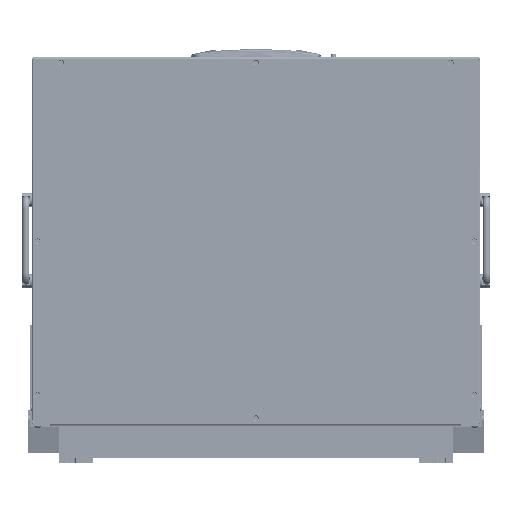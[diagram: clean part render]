
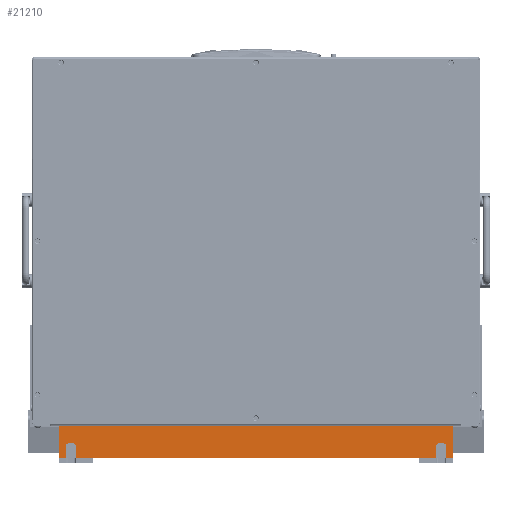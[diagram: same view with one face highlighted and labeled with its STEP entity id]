
A CAD part, front view. The second image highlights one B-rep face of the part: STEP entity #21210.
In plain terms, the highlighted planar face has unit normal (0, -1, 0).
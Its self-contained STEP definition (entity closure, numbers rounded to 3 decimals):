
#1643 = VECTOR ( 'NONE', #12242, 1000. ) ;
#1821 = PLANE ( 'NONE',  #71058 ) ;
#2871 = ORIENTED_EDGE ( 'NONE', *, *, #60597, .T. ) ;
#3525 = VERTEX_POINT ( 'NONE', #48997 ) ;
#3822 = EDGE_CURVE ( 'NONE', #5595, #3525, #66646, .T. ) ;
#4273 = DIRECTION ( 'NONE',  ( 0., 0., 1. ) ) ;
#5044 = CARTESIAN_POINT ( 'NONE',  ( 221., -4., 5. ) ) ;
#5595 = VERTEX_POINT ( 'NONE', #13919 ) ;
#5654 = CARTESIAN_POINT ( 'NONE',  ( -233., -4., 20. ) ) ;
#6130 = LINE ( 'NONE', #55051, #25431 ) ;
#6721 = AXIS2_PLACEMENT_3D ( 'NONE', #25707, #46542, #75100 ) ;
#7933 = CARTESIAN_POINT ( 'NONE',  ( 224., -4., 5. ) ) ;
#8283 = DIRECTION ( 'NONE',  ( 1., 0., 0. ) ) ;
#10063 = EDGE_CURVE ( 'NONE', #25007, #37345, #37286, .T. ) ;
#10149 = LINE ( 'NONE', #57262, #20427 ) ;
#10432 = VERTEX_POINT ( 'NONE', #23660 ) ;
#11073 = VERTEX_POINT ( 'NONE', #5044 ) ;
#12028 = VERTEX_POINT ( 'NONE', #63405 ) ;
#12242 = DIRECTION ( 'NONE',  ( 0., 0., -1. ) ) ;
#12480 = DIRECTION ( 'NONE',  ( 0., 0., 1. ) ) ;
#13569 = ORIENTED_EDGE ( 'NONE', *, *, #64018, .F. ) ;
#13654 = EDGE_CURVE ( 'NONE', #12028, #74453, #55360, .T. ) ;
#13919 = CARTESIAN_POINT ( 'NONE',  ( -221., -4., 20. ) ) ;
#14584 = VECTOR ( 'NONE', #12480, 1000. ) ;
#17829 = VECTOR ( 'NONE', #70847, 1000. ) ;
#19124 = VECTOR ( 'NONE', #49610, 1000. ) ;
#19725 = VECTOR ( 'NONE', #23575, 1000. ) ;
#19964 = EDGE_CURVE ( 'NONE', #5595, #61224, #10149, .T. ) ;
#20406 = CARTESIAN_POINT ( 'NONE',  ( -233., -4., 20. ) ) ;
#20427 = VECTOR ( 'NONE', #79471, 1000. ) ;
#20830 = CIRCLE ( 'NONE', #85997, 3. ) ;
#21210 = ADVANCED_FACE ( 'NONE', ( #63481 ), #1821, .T. ) ;
#21534 = DIRECTION ( 'NONE',  ( 0., 0., -1. ) ) ;
#21759 = VECTOR ( 'NONE', #70785, 1000. ) ;
#23213 = CARTESIAN_POINT ( 'NONE',  ( 233., -4., 20. ) ) ;
#23575 = DIRECTION ( 'NONE',  ( 0., 0., -1. ) ) ;
#23660 = CARTESIAN_POINT ( 'NONE',  ( -224., -4., 2. ) ) ;
#24004 = CARTESIAN_POINT ( 'NONE',  ( 242., -4., 20. ) ) ;
#25007 = VERTEX_POINT ( 'NONE', #79976 ) ;
#25360 = CARTESIAN_POINT ( 'NONE',  ( -221., -4., 20. ) ) ;
#25431 = VECTOR ( 'NONE', #49165, 1000. ) ;
#25465 = ORIENTED_EDGE ( 'NONE', *, *, #10063, .T. ) ;
#25707 = CARTESIAN_POINT ( 'NONE',  ( 230., -4., 5. ) ) ;
#26381 = VERTEX_POINT ( 'NONE', #30136 ) ;
#26671 = ORIENTED_EDGE ( 'NONE', *, *, #81124, .T. ) ;
#27113 = DIRECTION ( 'NONE',  ( 0., 1., 0. ) ) ;
#27205 = EDGE_CURVE ( 'NONE', #37345, #88208, #68474, .T. ) ;
#29021 = LINE ( 'NONE', #24004, #19725 ) ;
#29109 = LINE ( 'NONE', #69947, #72896 ) ;
#29163 = EDGE_CURVE ( 'NONE', #11073, #61224, #64066, .T. ) ;
#30136 = CARTESIAN_POINT ( 'NONE',  ( -242., -4., 20. ) ) ;
#30335 = DIRECTION ( 'NONE',  ( 0., 0., -1. ) ) ;
#32859 = CARTESIAN_POINT ( 'NONE',  ( -242., -4., 20. ) ) ;
#33131 = DIRECTION ( 'NONE',  ( 0., 0., 1. ) ) ;
#33365 = DIRECTION ( 'NONE',  ( -1., 0., 0. ) ) ;
#34225 = EDGE_CURVE ( 'NONE', #10432, #25007, #84963, .T. ) ;
#36175 = EDGE_CURVE ( 'NONE', #88043, #53183, #80973, .T. ) ;
#36443 = CARTESIAN_POINT ( 'NONE',  ( -230., -4., 2. ) ) ;
#37286 = CIRCLE ( 'NONE', #67727, 3. ) ;
#37345 = VERTEX_POINT ( 'NONE', #38088 ) ;
#37421 = CARTESIAN_POINT ( 'NONE',  ( 242., -4., -20. ) ) ;
#38034 = ORIENTED_EDGE ( 'NONE', *, *, #34225, .T. ) ;
#38088 = CARTESIAN_POINT ( 'NONE',  ( -233., -4., 5. ) ) ;
#38591 = ORIENTED_EDGE ( 'NONE', *, *, #3822, .T. ) ;
#40539 = ORIENTED_EDGE ( 'NONE', *, *, #29163, .T. ) ;
#42853 = EDGE_CURVE ( 'NONE', #61431, #82220, #64001, .T. ) ;
#43427 = ORIENTED_EDGE ( 'NONE', *, *, #58943, .F. ) ;
#43480 = DIRECTION ( 'NONE',  ( 0., -1., 0. ) ) ;
#46542 = DIRECTION ( 'NONE',  ( 0., 1., 0. ) ) ;
#47330 = CARTESIAN_POINT ( 'NONE',  ( 221., -4., 20. ) ) ;
#48483 = ORIENTED_EDGE ( 'NONE', *, *, #58506, .T. ) ;
#48997 = CARTESIAN_POINT ( 'NONE',  ( -221., -4., 5. ) ) ;
#49033 = CARTESIAN_POINT ( 'NONE',  ( 230., -4., 2. ) ) ;
#49165 = DIRECTION ( 'NONE',  ( 1., 0., 0. ) ) ;
#49257 = CARTESIAN_POINT ( 'NONE',  ( 242., -4., 20. ) ) ;
#49258 = CARTESIAN_POINT ( 'NONE',  ( 224., -4., 2. ) ) ;
#49610 = DIRECTION ( 'NONE',  ( -1., 0., 0. ) ) ;
#51708 = ORIENTED_EDGE ( 'NONE', *, *, #27205, .T. ) ;
#52117 = ORIENTED_EDGE ( 'NONE', *, *, #71275, .F. ) ;
#52774 = VECTOR ( 'NONE', #33365, 1000. ) ;
#53183 = VERTEX_POINT ( 'NONE', #78031 ) ;
#54124 = ORIENTED_EDGE ( 'NONE', *, *, #76148, .F. ) ;
#54338 = DIRECTION ( 'NONE',  ( 0., 1., 0. ) ) ;
#55051 = CARTESIAN_POINT ( 'NONE',  ( -242., -4., 20. ) ) ;
#55360 = LINE ( 'NONE', #49033, #71829 ) ;
#56403 = CARTESIAN_POINT ( 'NONE',  ( -230., -4., 5. ) ) ;
#57262 = CARTESIAN_POINT ( 'NONE',  ( -242., -4., 20. ) ) ;
#58506 = EDGE_CURVE ( 'NONE', #74453, #11073, #67076, .T. ) ;
#58943 = EDGE_CURVE ( 'NONE', #26381, #88208, #29109, .T. ) ;
#58976 = EDGE_LOOP ( 'NONE', ( #51708, #43427, #52117, #75047, #13569, #54124, #77172, #26671, #59905, #48483, #40539, #86043, #38591, #2871, #38034, #25465 ) ) ;
#59905 = ORIENTED_EDGE ( 'NONE', *, *, #13654, .T. ) ;
#60597 = EDGE_CURVE ( 'NONE', #3525, #10432, #20830, .T. ) ;
#61006 = CARTESIAN_POINT ( 'NONE',  ( -242., -4., -20. ) ) ;
#61224 = VERTEX_POINT ( 'NONE', #47330 ) ;
#61431 = VERTEX_POINT ( 'NONE', #23213 ) ;
#62039 = DIRECTION ( 'NONE',  ( 0., 0., -1. ) ) ;
#63405 = CARTESIAN_POINT ( 'NONE',  ( 230., -4., 2. ) ) ;
#63481 = FACE_OUTER_BOUND ( 'NONE', #58976, .T. ) ;
#64001 = LINE ( 'NONE', #85263, #21759 ) ;
#64018 = EDGE_CURVE ( 'NONE', #66242, #88043, #29021, .T. ) ;
#64066 = LINE ( 'NONE', #84884, #17829 ) ;
#66242 = VERTEX_POINT ( 'NONE', #49257 ) ;
#66646 = LINE ( 'NONE', #25360, #1643 ) ;
#67076 = CIRCLE ( 'NONE', #88729, 3. ) ;
#67727 = AXIS2_PLACEMENT_3D ( 'NONE', #56403, #27113, #21534 ) ;
#68474 = LINE ( 'NONE', #20406, #76408 ) ;
#69870 = CARTESIAN_POINT ( 'NONE',  ( 233., -4., 5. ) ) ;
#69947 = CARTESIAN_POINT ( 'NONE',  ( -242., -4., 20. ) ) ;
#70785 = DIRECTION ( 'NONE',  ( 0., 0., -1. ) ) ;
#70847 = DIRECTION ( 'NONE',  ( 0., 0., 1. ) ) ;
#71058 = AXIS2_PLACEMENT_3D ( 'NONE', #77060, #43480, #30335 ) ;
#71275 = EDGE_CURVE ( 'NONE', #53183, #26381, #87256, .T. ) ;
#71829 = VECTOR ( 'NONE', #83023, 1000. ) ;
#72896 = VECTOR ( 'NONE', #8283, 1000. ) ;
#74453 = VERTEX_POINT ( 'NONE', #49258 ) ;
#74766 = CARTESIAN_POINT ( 'NONE',  ( -224., -4., 5. ) ) ;
#75047 = ORIENTED_EDGE ( 'NONE', *, *, #36175, .F. ) ;
#75100 = DIRECTION ( 'NONE',  ( 0., 0., 1. ) ) ;
#76148 = EDGE_CURVE ( 'NONE', #61431, #66242, #6130, .T. ) ;
#76408 = VECTOR ( 'NONE', #33131, 1000. ) ;
#77060 = CARTESIAN_POINT ( 'NONE',  ( 242., -4., -20. ) ) ;
#77172 = ORIENTED_EDGE ( 'NONE', *, *, #42853, .T. ) ;
#78031 = CARTESIAN_POINT ( 'NONE',  ( -242., -4., -20. ) ) ;
#79471 = DIRECTION ( 'NONE',  ( 1., 0., 0. ) ) ;
#79976 = CARTESIAN_POINT ( 'NONE',  ( -230., -4., 2. ) ) ;
#80973 = LINE ( 'NONE', #61006, #52774 ) ;
#81124 = EDGE_CURVE ( 'NONE', #82220, #12028, #86374, .T. ) ;
#82220 = VERTEX_POINT ( 'NONE', #69870 ) ;
#83023 = DIRECTION ( 'NONE',  ( -1., 0., 0. ) ) ;
#84884 = CARTESIAN_POINT ( 'NONE',  ( 221., -4., 20. ) ) ;
#84963 = LINE ( 'NONE', #36443, #19124 ) ;
#85263 = CARTESIAN_POINT ( 'NONE',  ( 233., -4., 20. ) ) ;
#85997 = AXIS2_PLACEMENT_3D ( 'NONE', #74766, #54338, #62039 ) ;
#86043 = ORIENTED_EDGE ( 'NONE', *, *, #19964, .F. ) ;
#86374 = CIRCLE ( 'NONE', #6721, 3. ) ;
#87212 = DIRECTION ( 'NONE',  ( 0., 1., 0. ) ) ;
#87256 = LINE ( 'NONE', #32859, #14584 ) ;
#88043 = VERTEX_POINT ( 'NONE', #37421 ) ;
#88208 = VERTEX_POINT ( 'NONE', #5654 ) ;
#88729 = AXIS2_PLACEMENT_3D ( 'NONE', #7933, #87212, #4273 ) ;
